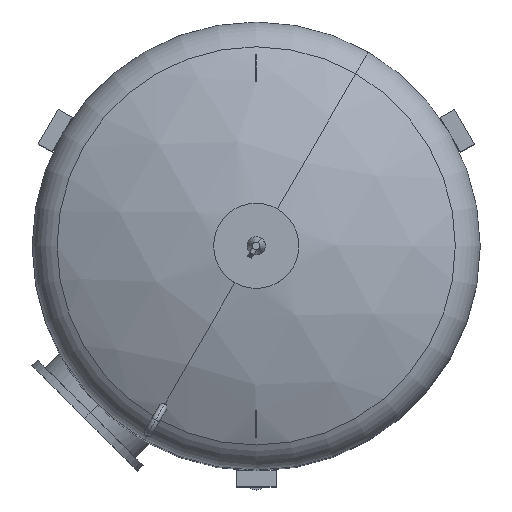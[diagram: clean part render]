
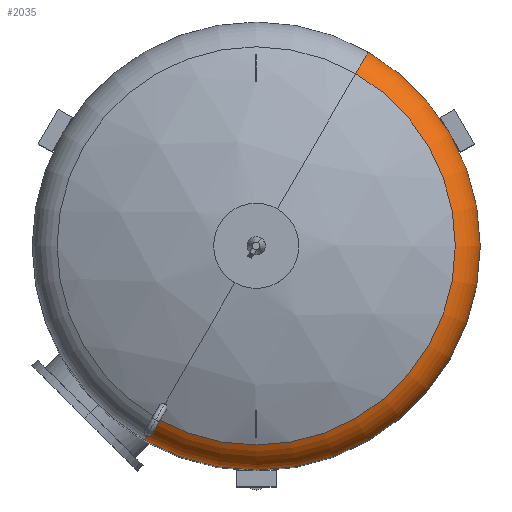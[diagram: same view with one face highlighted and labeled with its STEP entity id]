
A CAD part, top view. The second image highlights one B-rep face of the part: STEP entity #2035.
In plain terms, the highlighted toroidal (fillet/blend) face has major radius 720 mm and minor radius 180 mm.
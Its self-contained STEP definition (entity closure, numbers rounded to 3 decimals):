
#135 = AXIS2_PLACEMENT_3D ( 'NONE', #1227, #5553, #1116 ) ;
#432 = VERTEX_POINT ( 'NONE', #3429 ) ;
#831 = EDGE_LOOP ( 'NONE', ( #3855, #2707, #3106, #5084 ) ) ;
#835 = AXIS2_PLACEMENT_3D ( 'NONE', #2742, #5376, #1491 ) ;
#966 = VERTEX_POINT ( 'NONE', #4232 ) ;
#1116 = DIRECTION ( 'NONE',  ( 0.5, 0.866, 0. ) ) ;
#1131 = CARTESIAN_POINT ( 'NONE',  ( -360., -623.538, 3046.206 ) ) ;
#1227 = CARTESIAN_POINT ( 'NONE',  ( 0., 0., 3046.206 ) ) ;
#1491 = DIRECTION ( 'NONE',  ( 0.5, 0.866, 0. ) ) ;
#1824 = CIRCLE ( 'NONE', #3207, 180. ) ;
#1940 = AXIS2_PLACEMENT_3D ( 'NONE', #2213, #3958, #2566 ) ;
#2018 = DIRECTION ( 'NONE',  ( -0.5, -0.866, 0. ) ) ;
#2029 = TOROIDAL_SURFACE ( 'NONE', #1940, 720., 180. ) ;
#2035 = ADVANCED_FACE ( 'NONE', ( #3049 ), #2029, .T. ) ;
#2213 = CARTESIAN_POINT ( 'NONE',  ( 0., 0., 3046.206 ) ) ;
#2309 = EDGE_CURVE ( 'NONE', #5343, #966, #3318, .T. ) ;
#2566 = DIRECTION ( 'NONE',  ( -0.5, -0.866, 0. ) ) ;
#2570 = CARTESIAN_POINT ( 'NONE',  ( 450., 779.423, 3046.206 ) ) ;
#2707 = ORIENTED_EDGE ( 'NONE', *, *, #5044, .T. ) ;
#2718 = CARTESIAN_POINT ( 'NONE',  ( 400., 692.82, 3207.452 ) ) ;
#2742 = CARTESIAN_POINT ( 'NONE',  ( 0., 0., 3207.452 ) ) ;
#2863 = DIRECTION ( 'NONE',  ( -0.866, 0.5, 0. ) ) ;
#2928 = CIRCLE ( 'NONE', #835, 800. ) ;
#3049 = FACE_OUTER_BOUND ( 'NONE', #831, .T. ) ;
#3106 = ORIENTED_EDGE ( 'NONE', *, *, #4163, .T. ) ;
#3207 = AXIS2_PLACEMENT_3D ( 'NONE', #4692, #2863, #2018 ) ;
#3318 = CIRCLE ( 'NONE', #135, 900. ) ;
#3429 = CARTESIAN_POINT ( 'NONE',  ( -400., -692.82, 3207.452 ) ) ;
#3855 = ORIENTED_EDGE ( 'NONE', *, *, #5201, .F. ) ;
#3958 = DIRECTION ( 'NONE',  ( 0., 0., -1. ) ) ;
#4163 = EDGE_CURVE ( 'NONE', #432, #966, #4271, .T. ) ;
#4165 = DIRECTION ( 'NONE',  ( 0.866, -0.5, 0. ) ) ;
#4232 = CARTESIAN_POINT ( 'NONE',  ( -450., -779.423, 3046.206 ) ) ;
#4271 = CIRCLE ( 'NONE', #5350, 180. ) ;
#4692 = CARTESIAN_POINT ( 'NONE',  ( 360., 623.538, 3046.206 ) ) ;
#4757 = VERTEX_POINT ( 'NONE', #2718 ) ;
#5044 = EDGE_CURVE ( 'NONE', #4757, #432, #2928, .T. ) ;
#5053 = DIRECTION ( 'NONE',  ( 0.5, 0.866, 0. ) ) ;
#5084 = ORIENTED_EDGE ( 'NONE', *, *, #2309, .F. ) ;
#5201 = EDGE_CURVE ( 'NONE', #4757, #5343, #1824, .T. ) ;
#5343 = VERTEX_POINT ( 'NONE', #2570 ) ;
#5350 = AXIS2_PLACEMENT_3D ( 'NONE', #1131, #4165, #5053 ) ;
#5376 = DIRECTION ( 'NONE',  ( 0., 0., -1. ) ) ;
#5553 = DIRECTION ( 'NONE',  ( 0., 0., -1. ) ) ;
